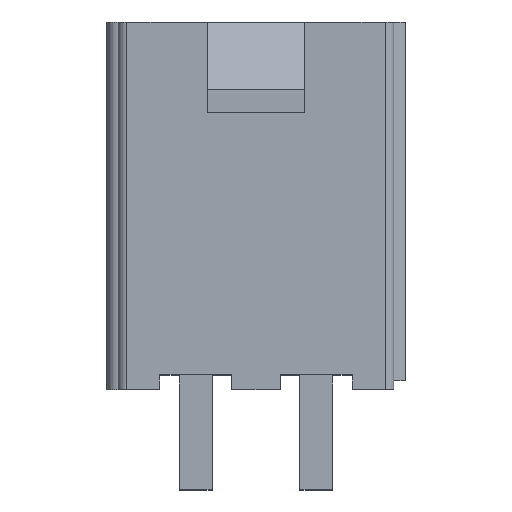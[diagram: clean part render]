
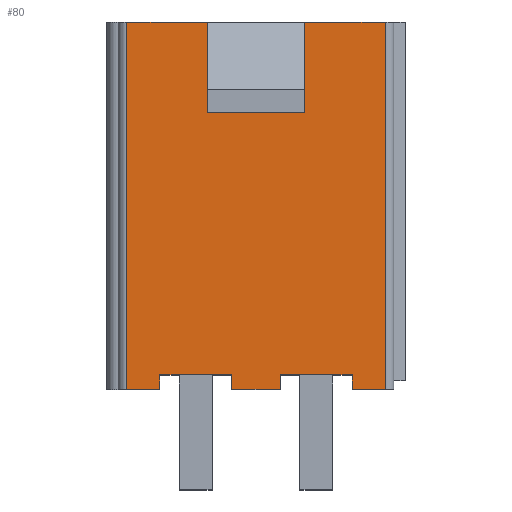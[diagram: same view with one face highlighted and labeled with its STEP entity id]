
A CAD part, top view. The second image highlights one B-rep face of the part: STEP entity #80.
In plain terms, the highlighted planar face has unit normal (0, 0, 1).
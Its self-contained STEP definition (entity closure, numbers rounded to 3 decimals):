
#80=ADVANCED_FACE('',(#221),#222,.T.);
#221=FACE_OUTER_BOUND('',#489,.T.);
#222=PLANE('',#490);
#489=EDGE_LOOP('',(#815,#816,#817,#818,#819,#820,#821,#822,#823,#824,#825,#826,#827,#828,#829,#830));
#490=AXIS2_PLACEMENT_3D('',#831,#832,#833);
#815=ORIENTED_EDGE('',*,*,#1817,.T.);
#816=ORIENTED_EDGE('',*,*,#1818,.T.);
#817=ORIENTED_EDGE('',*,*,#1819,.T.);
#818=ORIENTED_EDGE('',*,*,#1820,.F.);
#819=ORIENTED_EDGE('',*,*,#1821,.T.);
#820=ORIENTED_EDGE('',*,*,#1822,.F.);
#821=ORIENTED_EDGE('',*,*,#1804,.F.);
#822=ORIENTED_EDGE('',*,*,#1823,.T.);
#823=ORIENTED_EDGE('',*,*,#1824,.T.);
#824=ORIENTED_EDGE('',*,*,#1825,.F.);
#825=ORIENTED_EDGE('',*,*,#1794,.F.);
#826=ORIENTED_EDGE('',*,*,#1816,.T.);
#827=ORIENTED_EDGE('',*,*,#1826,.T.);
#828=ORIENTED_EDGE('',*,*,#1827,.F.);
#829=ORIENTED_EDGE('',*,*,#1798,.F.);
#830=ORIENTED_EDGE('',*,*,#1792,.F.);
#831=CARTESIAN_POINT('',(4.8,0.0,4.8));
#832=DIRECTION('',(0.0,0.0,1.0));
#833=DIRECTION('',(1.0,-0.0,0.0));
#1792=EDGE_CURVE('',#2160,#2162,#2163,.T.);
#1794=EDGE_CURVE('',#2165,#2166,#2167,.T.);
#1798=EDGE_CURVE('',#2162,#2173,#2174,.T.);
#1804=EDGE_CURVE('',#2183,#2185,#2186,.T.);
#1816=EDGE_CURVE('',#2165,#2206,#2208,.T.);
#1817=EDGE_CURVE('',#2160,#2209,#2210,.T.);
#1818=EDGE_CURVE('',#2209,#2211,#2212,.T.);
#1819=EDGE_CURVE('',#2211,#2213,#2214,.T.);
#1820=EDGE_CURVE('',#2215,#2213,#2216,.T.);
#1821=EDGE_CURVE('',#2215,#2217,#2218,.T.);
#1822=EDGE_CURVE('',#2185,#2217,#2219,.T.);
#1823=EDGE_CURVE('',#2183,#2220,#2221,.T.);
#1824=EDGE_CURVE('',#2220,#2222,#2223,.T.);
#1825=EDGE_CURVE('',#2166,#2222,#2224,.T.);
#1826=EDGE_CURVE('',#2206,#2225,#2226,.T.);
#1827=EDGE_CURVE('',#2173,#2225,#2227,.T.);
#2160=VERTEX_POINT('',#2718);
#2162=VERTEX_POINT('',#2720);
#2163=LINE('',#2721,#2722);
#2165=VERTEX_POINT('',#2724);
#2166=VERTEX_POINT('',#2725);
#2167=LINE('',#2726,#2727);
#2173=VERTEX_POINT('',#2736);
#2174=LINE('',#2737,#2738);
#2183=VERTEX_POINT('',#2751);
#2185=VERTEX_POINT('',#2754);
#2186=LINE('',#2755,#2756);
#2206=VERTEX_POINT('',#2785);
#2208=LINE('',#2788,#2789);
#2209=VERTEX_POINT('',#2790);
#2210=LINE('',#2791,#2792);
#2211=VERTEX_POINT('',#2793);
#2212=LINE('',#2794,#2795);
#2213=VERTEX_POINT('',#2796);
#2214=LINE('',#2797,#2798);
#2215=VERTEX_POINT('',#2799);
#2216=LINE('',#2800,#2801);
#2217=VERTEX_POINT('',#2802);
#2218=LINE('',#2803,#2804);
#2219=LINE('',#2805,#2806);
#2220=VERTEX_POINT('',#2807);
#2221=LINE('',#2808,#2809);
#2222=VERTEX_POINT('',#2810);
#2223=LINE('',#2811,#2812);
#2224=LINE('',#2813,#2814);
#2225=VERTEX_POINT('',#2815);
#2226=LINE('',#2816,#2817);
#2227=LINE('',#2818,#2819);
#2718=CARTESIAN_POINT('',(4.5,12.8,4.8));
#2720=CARTESIAN_POINT('',(4.5,0.0,4.8));
#2721=CARTESIAN_POINT('',(4.5,12.8,4.8));
#2722=VECTOR('',#3540,12.8);
#2724=CARTESIAN_POINT('',(0.85,0.0,4.8));
#2725=CARTESIAN_POINT('',(-0.85,0.0,4.8));
#2726=CARTESIAN_POINT('',(0.85,0.0,4.8));
#2727=VECTOR('',#3544,1.7);
#2736=CARTESIAN_POINT('',(3.35,0.0,4.8));
#2737=CARTESIAN_POINT('',(4.5,0.0,4.8));
#2738=VECTOR('',#3548,1.15);
#2751=CARTESIAN_POINT('',(-3.35,0.0,4.8));
#2754=CARTESIAN_POINT('',(-4.5,0.0,4.8));
#2755=CARTESIAN_POINT('',(-3.35,0.0,4.8));
#2756=VECTOR('',#3554,1.15);
#2785=CARTESIAN_POINT('',(0.85,0.5,4.8));
#2788=CARTESIAN_POINT('',(0.85,0.0,4.8));
#2789=VECTOR('',#3568,0.5);
#2790=CARTESIAN_POINT('',(1.7,12.8,4.8));
#2791=CARTESIAN_POINT('',(4.5,12.8,4.8));
#2792=VECTOR('',#3569,2.8);
#2793=CARTESIAN_POINT('',(1.7,9.75,4.8));
#2794=CARTESIAN_POINT('',(1.7,12.8,4.8));
#2795=VECTOR('',#3570,3.05);
#2796=CARTESIAN_POINT('',(-1.7,9.75,4.8));
#2797=CARTESIAN_POINT('',(1.7,9.75,4.8));
#2798=VECTOR('',#3571,3.4);
#2799=CARTESIAN_POINT('',(-1.7,12.8,4.8));
#2800=CARTESIAN_POINT('',(-1.7,12.8,4.8));
#2801=VECTOR('',#3572,3.05);
#2802=CARTESIAN_POINT('',(-4.5,12.8,4.8));
#2803=CARTESIAN_POINT('',(-1.7,12.8,4.8));
#2804=VECTOR('',#3573,2.8);
#2805=CARTESIAN_POINT('',(-4.5,0.0,4.8));
#2806=VECTOR('',#3574,12.8);
#2807=CARTESIAN_POINT('',(-3.35,0.5,4.8));
#2808=CARTESIAN_POINT('',(-3.35,0.0,4.8));
#2809=VECTOR('',#3575,0.5);
#2810=CARTESIAN_POINT('',(-0.85,0.5,4.8));
#2811=CARTESIAN_POINT('',(-3.35,0.5,4.8));
#2812=VECTOR('',#3576,2.5);
#2813=CARTESIAN_POINT('',(-0.85,0.0,4.8));
#2814=VECTOR('',#3577,0.5);
#2815=CARTESIAN_POINT('',(3.35,0.5,4.8));
#2816=CARTESIAN_POINT('',(0.85,0.5,4.8));
#2817=VECTOR('',#3578,2.5);
#2818=CARTESIAN_POINT('',(3.35,0.0,4.8));
#2819=VECTOR('',#3579,0.5);
#3540=DIRECTION('',(0.0,-1.0,0.0));
#3544=DIRECTION('',(-1.0,0.0,0.0));
#3548=DIRECTION('',(-1.0,0.0,0.0));
#3554=DIRECTION('',(-1.0,0.0,0.0));
#3568=DIRECTION('',(0.0,1.0,0.0));
#3569=DIRECTION('',(-1.0,0.0,0.0));
#3570=DIRECTION('',(0.0,-1.0,0.0));
#3571=DIRECTION('',(-1.0,0.0,0.0));
#3572=DIRECTION('',(0.0,-1.0,0.0));
#3573=DIRECTION('',(-1.0,0.0,0.0));
#3574=DIRECTION('',(0.0,1.0,0.0));
#3575=DIRECTION('',(0.0,1.0,0.0));
#3576=DIRECTION('',(1.0,0.0,0.0));
#3577=DIRECTION('',(0.0,1.0,0.0));
#3578=DIRECTION('',(1.0,0.0,0.0));
#3579=DIRECTION('',(0.0,1.0,0.0));
